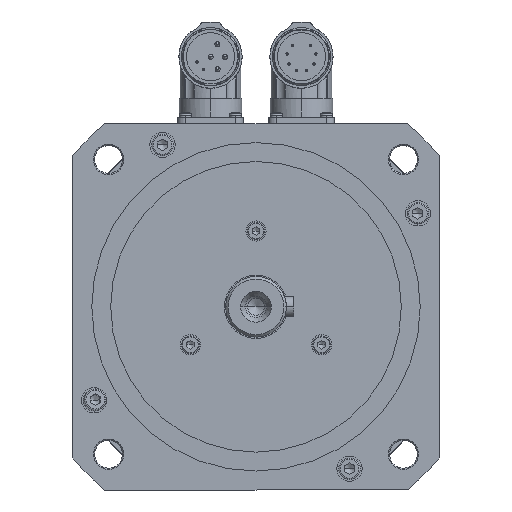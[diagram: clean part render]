
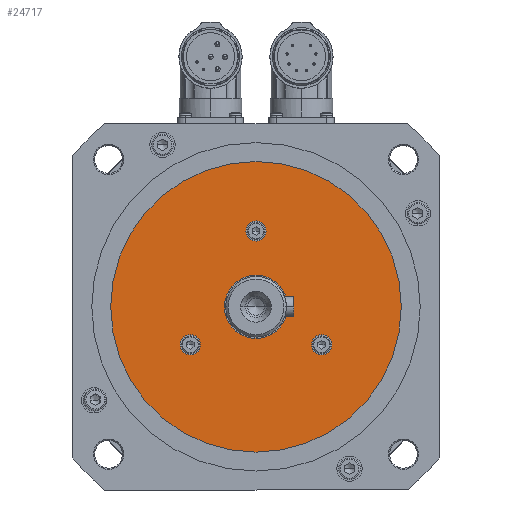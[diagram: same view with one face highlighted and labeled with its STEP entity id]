
A CAD part, left-side view. The second image highlights one B-rep face of the part: STEP entity #24717.
In plain terms, the highlighted planar face has unit normal (-1, 0, 0).
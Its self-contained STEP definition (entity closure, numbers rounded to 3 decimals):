
#123=CARTESIAN_POINT('',(741.764,569.604,0.));
#124=VERTEX_POINT('',#123);
#133=CARTESIAN_POINT('',(741.764,454.604,0.));
#134=VERTEX_POINT('',#133);
#135=CARTESIAN_POINT('',(741.764,512.104,0.));
#136=DIRECTION('',(-1.0,0.,0.));
#137=DIRECTION('',(0.,1.0,0.));
#138=AXIS2_PLACEMENT_3D('',#135,#136,#137);
#139=CIRCLE('',#138,57.5);
#140=EDGE_CURVE('',#134,#124,#139,.T.);
#165=CARTESIAN_POINT('',(741.764,524.604,0.));
#166=VERTEX_POINT('',#165);
#175=CARTESIAN_POINT('',(741.764,499.604,0.));
#176=VERTEX_POINT('',#175);
#177=CARTESIAN_POINT('',(741.764,512.104,0.));
#178=DIRECTION('',(1.0,0.0,0.));
#179=DIRECTION('',(0.0,1.0,0.0));
#180=AXIS2_PLACEMENT_3D('',#177,#178,#179);
#181=CIRCLE('',#180,12.5);
#182=EDGE_CURVE('',#176,#166,#181,.T.);
#1129=CARTESIAN_POINT('',(741.764,516.104,30.0));
#1130=VERTEX_POINT('',#1129);
#1146=CARTESIAN_POINT('',(741.764,508.104,30.0));
#1147=VERTEX_POINT('',#1146);
#1154=CARTESIAN_POINT('',(741.764,512.104,30.0));
#1155=DIRECTION('',(1.0,0.,0.));
#1156=DIRECTION('',(0.,1.0,0.));
#1157=AXIS2_PLACEMENT_3D('',#1154,#1155,#1156);
#1158=CIRCLE('',#1157,4.0);
#1159=EDGE_CURVE('',#1130,#1147,#1158,.T.);
#1171=CARTESIAN_POINT('',(741.764,484.124,-11.536));
#1172=VERTEX_POINT('',#1171);
#1188=CARTESIAN_POINT('',(741.764,488.124,-18.464));
#1189=VERTEX_POINT('',#1188);
#1196=CARTESIAN_POINT('',(741.764,486.124,-15.));
#1197=DIRECTION('',(1.0,0.,0.));
#1198=DIRECTION('',(0.,-0.5,0.866));
#1199=AXIS2_PLACEMENT_3D('',#1196,#1197,#1198);
#1200=CIRCLE('',#1199,4.0);
#1201=EDGE_CURVE('',#1172,#1189,#1200,.T.);
#1213=CARTESIAN_POINT('',(741.764,536.085,-18.464));
#1214=VERTEX_POINT('',#1213);
#1230=CARTESIAN_POINT('',(741.764,540.085,-11.536));
#1231=VERTEX_POINT('',#1230);
#1238=CARTESIAN_POINT('',(741.764,538.085,-15.));
#1239=DIRECTION('',(1.0,0.,0.));
#1240=DIRECTION('',(0.,-0.5,-0.866));
#1241=AXIS2_PLACEMENT_3D('',#1238,#1239,#1240);
#1242=CIRCLE('',#1241,4.0);
#1243=EDGE_CURVE('',#1214,#1231,#1242,.T.);
#23582=CARTESIAN_POINT('',(741.764,538.085,-15.));
#23583=DIRECTION('',(1.0,0.,0.));
#23584=DIRECTION('',(0.,-0.5,-0.866));
#23585=AXIS2_PLACEMENT_3D('',#23582,#23583,#23584);
#23586=CIRCLE('',#23585,4.0);
#23587=EDGE_CURVE('',#1231,#1214,#23586,.T.);
#23620=CARTESIAN_POINT('',(741.764,486.124,-15.));
#23621=DIRECTION('',(1.0,0.,0.));
#23622=DIRECTION('',(0.,-0.5,0.866));
#23623=AXIS2_PLACEMENT_3D('',#23620,#23621,#23622);
#23624=CIRCLE('',#23623,4.0);
#23625=EDGE_CURVE('',#1189,#1172,#23624,.T.);
#23658=CARTESIAN_POINT('',(741.764,512.104,30.0));
#23659=DIRECTION('',(1.0,0.,0.));
#23660=DIRECTION('',(0.,1.0,0.));
#23661=AXIS2_PLACEMENT_3D('',#23658,#23659,#23660);
#23662=CIRCLE('',#23661,4.0);
#23663=EDGE_CURVE('',#1147,#1130,#23662,.T.);
#24644=CARTESIAN_POINT('',(741.764,512.104,0.));
#24645=DIRECTION('',(1.0,0.0,0.));
#24646=DIRECTION('',(0.0,1.0,0.0));
#24647=AXIS2_PLACEMENT_3D('',#24644,#24645,#24646);
#24648=CIRCLE('',#24647,12.5);
#24649=EDGE_CURVE('',#166,#176,#24648,.T.);
#24682=CARTESIAN_POINT('',(741.764,512.104,0.));
#24683=DIRECTION('',(-1.0,0.,0.));
#24684=DIRECTION('',(0.,1.0,0.));
#24685=AXIS2_PLACEMENT_3D('',#24682,#24683,#24684);
#24686=CIRCLE('',#24685,57.5);
#24687=EDGE_CURVE('',#124,#134,#24686,.T.);
#24692=CARTESIAN_POINT('',(741.764,512.104,0.));
#24693=DIRECTION('',(-1.0,0.,0.));
#24694=DIRECTION('',(0.0,0.0,1.0));
#24695=AXIS2_PLACEMENT_3D('',#24692,#24693,#24694);
#24696=PLANE('',#24695);
#24697=ORIENTED_EDGE('',*,*,#24687,.T.);
#24698=ORIENTED_EDGE('',*,*,#140,.T.);
#24699=EDGE_LOOP('',(#24697,#24698));
#24700=FACE_OUTER_BOUND('',#24699,.T.);
#24701=ORIENTED_EDGE('',*,*,#1243,.T.);
#24702=ORIENTED_EDGE('',*,*,#23587,.T.);
#24703=EDGE_LOOP('',(#24701,#24702));
#24704=FACE_BOUND('',#24703,.T.);
#24705=ORIENTED_EDGE('',*,*,#1201,.T.);
#24706=ORIENTED_EDGE('',*,*,#23625,.T.);
#24707=EDGE_LOOP('',(#24705,#24706));
#24708=FACE_BOUND('',#24707,.T.);
#24709=ORIENTED_EDGE('',*,*,#1159,.T.);
#24710=ORIENTED_EDGE('',*,*,#23663,.T.);
#24711=EDGE_LOOP('',(#24709,#24710));
#24712=FACE_BOUND('',#24711,.T.);
#24713=ORIENTED_EDGE('',*,*,#24649,.T.);
#24714=ORIENTED_EDGE('',*,*,#182,.T.);
#24715=EDGE_LOOP('',(#24713,#24714));
#24716=FACE_BOUND('',#24715,.T.);
#24717=ADVANCED_FACE('',(#24700,#24704,#24708,#24712,#24716),#24696,.T.);
